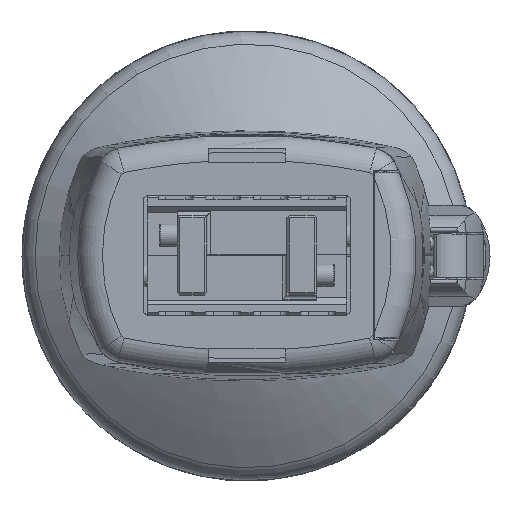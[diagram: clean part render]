
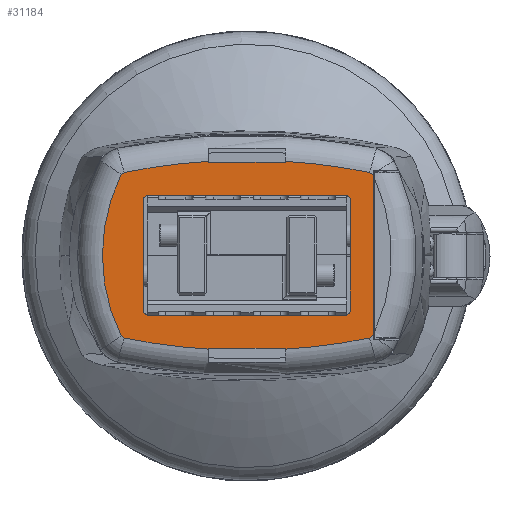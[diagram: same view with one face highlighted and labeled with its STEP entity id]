
A CAD part, top view. The second image highlights one B-rep face of the part: STEP entity #31184.
In plain terms, the highlighted planar face has unit normal (0, 0, 1).
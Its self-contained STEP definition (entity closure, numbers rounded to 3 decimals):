
#1200=PLANE('',#32885);
#2691=LINE('',#44277,#4654);
#2692=LINE('',#44281,#4655);
#2693=LINE('',#44285,#4656);
#2694=LINE('',#44289,#4657);
#2695=LINE('',#44290,#4658);
#2696=LINE('',#44293,#4659);
#2697=LINE('',#44295,#4660);
#2698=LINE('',#44297,#4661);
#2699=LINE('',#44309,#4662);
#2700=LINE('',#44311,#4663);
#2701=LINE('',#44313,#4664);
#4654=VECTOR('',#37468,1000.);
#4655=VECTOR('',#37471,1000.);
#4656=VECTOR('',#37474,1000.);
#4657=VECTOR('',#37477,1000.);
#4658=VECTOR('',#37478,1000.);
#4659=VECTOR('',#37481,1000.);
#4660=VECTOR('',#37482,1000.);
#4661=VECTOR('',#37483,1000.);
#4662=VECTOR('',#37494,1000.);
#4663=VECTOR('',#37495,1000.);
#4664=VECTOR('',#37496,1000.);
#8508=ORIENTED_EDGE('',*,*,#13591,.F.);
#8509=ORIENTED_EDGE('',*,*,#13592,.F.);
#8510=ORIENTED_EDGE('',*,*,#13593,.F.);
#8511=ORIENTED_EDGE('',*,*,#13594,.F.);
#8512=ORIENTED_EDGE('',*,*,#13595,.F.);
#8513=ORIENTED_EDGE('',*,*,#13596,.F.);
#8514=ORIENTED_EDGE('',*,*,#13597,.F.);
#8515=ORIENTED_EDGE('',*,*,#13598,.F.);
#8516=ORIENTED_EDGE('',*,*,#13599,.F.);
#8517=ORIENTED_EDGE('',*,*,#13571,.T.);
#8518=ORIENTED_EDGE('',*,*,#13590,.F.);
#8519=ORIENTED_EDGE('',*,*,#13600,.F.);
#8520=ORIENTED_EDGE('',*,*,#13601,.F.);
#8521=ORIENTED_EDGE('',*,*,#13602,.F.);
#8522=ORIENTED_EDGE('',*,*,#13603,.F.);
#8523=ORIENTED_EDGE('',*,*,#13604,.F.);
#8524=ORIENTED_EDGE('',*,*,#13605,.F.);
#8525=ORIENTED_EDGE('',*,*,#13606,.F.);
#8526=ORIENTED_EDGE('',*,*,#13607,.F.);
#8527=ORIENTED_EDGE('',*,*,#13608,.T.);
#8528=ORIENTED_EDGE('',*,*,#13609,.F.);
#8529=ORIENTED_EDGE('',*,*,#13610,.F.);
#8530=ORIENTED_EDGE('',*,*,#13611,.F.);
#8531=ORIENTED_EDGE('',*,*,#13612,.T.);
#8532=ORIENTED_EDGE('',*,*,#13579,.F.);
#8533=ORIENTED_EDGE('',*,*,#13576,.T.);
#13571=EDGE_CURVE('',#16422,#16423,#17942,.T.);
#13576=EDGE_CURVE('',#16425,#16427,#17943,.T.);
#13579=EDGE_CURVE('',#16425,#16430,#17944,.T.);
#13590=EDGE_CURVE('',#16439,#16423,#17947,.T.);
#13591=EDGE_CURVE('',#16440,#16441,#17948,.T.);
#13592=EDGE_CURVE('',#16442,#16440,#2691,.T.);
#13593=EDGE_CURVE('',#16443,#16442,#17949,.T.);
#13594=EDGE_CURVE('',#16444,#16443,#2692,.T.);
#13595=EDGE_CURVE('',#16445,#16444,#17950,.T.);
#13596=EDGE_CURVE('',#16446,#16445,#2693,.T.);
#13597=EDGE_CURVE('',#16447,#16446,#17951,.T.);
#13598=EDGE_CURVE('',#16441,#16447,#2694,.T.);
#13599=EDGE_CURVE('',#16422,#16427,#2695,.T.);
#13600=EDGE_CURVE('',#16448,#16439,#17952,.T.);
#13601=EDGE_CURVE('',#16449,#16448,#2696,.T.);
#13602=EDGE_CURVE('',#16450,#16449,#2697,.T.);
#13603=EDGE_CURVE('',#16451,#16450,#2698,.T.);
#13604=EDGE_CURVE('',#16452,#16451,#17953,.T.);
#13605=EDGE_CURVE('',#16453,#16452,#17954,.T.);
#13606=EDGE_CURVE('',#16454,#16453,#17955,.T.);
#13607=EDGE_CURVE('',#16455,#16454,#17956,.T.);
#13608=EDGE_CURVE('',#16455,#16456,#17957,.T.);
#13609=EDGE_CURVE('',#16457,#16456,#2699,.T.);
#13610=EDGE_CURVE('',#16458,#16457,#2700,.T.);
#13611=EDGE_CURVE('',#16459,#16458,#2701,.T.);
#13612=EDGE_CURVE('',#16459,#16430,#17958,.T.);
#16422=VERTEX_POINT('',#44187);
#16423=VERTEX_POINT('',#44188);
#16425=VERTEX_POINT('',#44203);
#16427=VERTEX_POINT('',#44209);
#16430=VERTEX_POINT('',#44223);
#16439=VERTEX_POINT('',#44271);
#16440=VERTEX_POINT('',#44275);
#16441=VERTEX_POINT('',#44276);
#16442=VERTEX_POINT('',#44278);
#16443=VERTEX_POINT('',#44280);
#16444=VERTEX_POINT('',#44282);
#16445=VERTEX_POINT('',#44284);
#16446=VERTEX_POINT('',#44286);
#16447=VERTEX_POINT('',#44288);
#16448=VERTEX_POINT('',#44292);
#16449=VERTEX_POINT('',#44294);
#16450=VERTEX_POINT('',#44296);
#16451=VERTEX_POINT('',#44298);
#16452=VERTEX_POINT('',#44300);
#16453=VERTEX_POINT('',#44302);
#16454=VERTEX_POINT('',#44304);
#16455=VERTEX_POINT('',#44306);
#16456=VERTEX_POINT('',#44308);
#16457=VERTEX_POINT('',#44310);
#16458=VERTEX_POINT('',#44312);
#16459=VERTEX_POINT('',#44314);
#17942=CIRCLE('',#32876,36.647);
#17943=CIRCLE('',#32878,36.647);
#17944=CIRCLE('',#32880,2.029);
#17947=CIRCLE('',#32884,2.029);
#17948=CIRCLE('',#32886,1.);
#17949=CIRCLE('',#32887,1.);
#17950=CIRCLE('',#32888,1.);
#17951=CIRCLE('',#32889,1.);
#17952=CIRCLE('',#32890,123.342);
#17953=CIRCLE('',#32891,123.342);
#17954=CIRCLE('',#32892,2.029);
#17955=CIRCLE('',#32893,36.647);
#17956=CIRCLE('',#32894,2.029);
#17957=CIRCLE('',#32895,123.342);
#17958=CIRCLE('',#32896,123.342);
#19389=EDGE_LOOP('',(#8508,#8509,#8510,#8511,#8512,#8513,#8514,#8515));
#19390=EDGE_LOOP('',(#8516,#8517,#8518,#8519,#8520,#8521,#8522,#8523,#8524,
#8525,#8526,#8527,#8528,#8529,#8530,#8531,#8532,#8533));
#20997=FACE_BOUND('',#19389,.T.);
#20998=FACE_BOUND('',#19390,.T.);
#31184=ADVANCED_FACE('',(#20997,#20998),#1200,.F.);
#32876=AXIS2_PLACEMENT_3D('',#44186,#37446,#37447);
#32878=AXIS2_PLACEMENT_3D('',#44210,#37450,#37451);
#32880=AXIS2_PLACEMENT_3D('',#44222,#37454,#37455);
#32884=AXIS2_PLACEMENT_3D('',#44272,#37462,#37463);
#32885=AXIS2_PLACEMENT_3D('',#44273,#37464,#37465);
#32886=AXIS2_PLACEMENT_3D('',#44274,#37466,#37467);
#32887=AXIS2_PLACEMENT_3D('',#44279,#37469,#37470);
#32888=AXIS2_PLACEMENT_3D('',#44283,#37472,#37473);
#32889=AXIS2_PLACEMENT_3D('',#44287,#37475,#37476);
#32890=AXIS2_PLACEMENT_3D('',#44291,#37479,#37480);
#32891=AXIS2_PLACEMENT_3D('',#44299,#37484,#37485);
#32892=AXIS2_PLACEMENT_3D('',#44301,#37486,#37487);
#32893=AXIS2_PLACEMENT_3D('',#44303,#37488,#37489);
#32894=AXIS2_PLACEMENT_3D('',#44305,#37490,#37491);
#32895=AXIS2_PLACEMENT_3D('',#44307,#37492,#37493);
#32896=AXIS2_PLACEMENT_3D('',#44315,#37497,#37498);
#37446=DIRECTION('',(0.,0.,1.));
#37447=DIRECTION('',(1.,0.,0.));
#37450=DIRECTION('',(0.,0.,1.));
#37451=DIRECTION('',(1.,0.,0.));
#37454=DIRECTION('',(0.,0.,-1.));
#37455=DIRECTION('',(-1.,0.,0.));
#37462=DIRECTION('',(0.,0.,-1.));
#37463=DIRECTION('',(-1.,0.,0.));
#37464=DIRECTION('',(0.,0.,-1.));
#37465=DIRECTION('',(-1.,0.,0.));
#37466=DIRECTION('',(0.,0.,1.));
#37467=DIRECTION('',(1.,0.,0.));
#37468=DIRECTION('',(0.,-1.,0.));
#37469=DIRECTION('',(0.,0.,1.));
#37470=DIRECTION('',(1.,0.,0.));
#37471=DIRECTION('',(-1.,0.,0.));
#37472=DIRECTION('',(0.,0.,1.));
#37473=DIRECTION('',(1.,0.,0.));
#37474=DIRECTION('',(0.,1.,0.));
#37475=DIRECTION('',(0.,0.,1.));
#37476=DIRECTION('',(1.,0.,0.));
#37477=DIRECTION('',(1.,0.,0.));
#37478=DIRECTION('',(0.,-1.,0.));
#37479=DIRECTION('',(0.,0.,-1.));
#37480=DIRECTION('',(0.,1.,0.));
#37481=DIRECTION('',(0.,1.,0.));
#37482=DIRECTION('',(1.,0.,0.));
#37483=DIRECTION('',(0.,-1.,0.));
#37484=DIRECTION('',(0.,0.,-1.));
#37485=DIRECTION('',(0.,1.,0.));
#37486=DIRECTION('',(0.,0.,-1.));
#37487=DIRECTION('',(-1.,0.,0.));
#37488=DIRECTION('',(0.,0.,-1.));
#37489=DIRECTION('',(-1.,0.,0.));
#37490=DIRECTION('',(0.,0.,-1.));
#37491=DIRECTION('',(-1.,0.,0.));
#37492=DIRECTION('',(0.,0.,1.));
#37493=DIRECTION('',(0.,-1.,0.));
#37494=DIRECTION('',(0.,-1.,0.));
#37495=DIRECTION('',(-1.,0.,0.));
#37496=DIRECTION('',(0.,1.,0.));
#37497=DIRECTION('',(0.,0.,1.));
#37498=DIRECTION('',(0.,-1.,0.));
#44186=CARTESIAN_POINT('',(-7.7,0.,0.));
#44187=CARTESIAN_POINT('',(25.45,15.624,0.));
#44188=CARTESIAN_POINT('',(25.184,16.176,0.));
#44203=CARTESIAN_POINT('',(25.184,-16.176,0.));
#44209=CARTESIAN_POINT('',(25.45,-15.624,0.));
#44210=CARTESIAN_POINT('',(-7.7,0.,0.));
#44222=CARTESIAN_POINT('',(23.77,-14.72,0.));
#44223=CARTESIAN_POINT('',(24.57,-16.585,0.));
#44271=CARTESIAN_POINT('',(24.57,16.585,0.));
#44272=CARTESIAN_POINT('',(23.77,14.72,0.));
#44273=CARTESIAN_POINT('',(40.,27.,0.));
#44274=CARTESIAN_POINT('',(-19.75,-11.,0.));
#44275=CARTESIAN_POINT('',(-20.75,-11.,0.));
#44276=CARTESIAN_POINT('',(-19.75,-12.,0.));
#44277=CARTESIAN_POINT('',(-20.75,11.,0.));
#44278=CARTESIAN_POINT('',(-20.75,11.,0.));
#44279=CARTESIAN_POINT('',(-19.75,11.,0.));
#44280=CARTESIAN_POINT('',(-19.75,12.,0.));
#44281=CARTESIAN_POINT('',(19.75,12.,0.));
#44282=CARTESIAN_POINT('',(19.75,12.,0.));
#44283=CARTESIAN_POINT('',(19.75,11.,0.));
#44284=CARTESIAN_POINT('',(20.75,11.,0.));
#44285=CARTESIAN_POINT('',(20.75,-11.,0.));
#44286=CARTESIAN_POINT('',(20.75,-11.,0.));
#44287=CARTESIAN_POINT('',(19.75,-11.,0.));
#44288=CARTESIAN_POINT('',(19.75,-12.,0.));
#44289=CARTESIAN_POINT('',(-19.75,-12.,0.));
#44290=CARTESIAN_POINT('',(25.45,27.,0.));
#44291=CARTESIAN_POINT('',(0.,-104.285,0.));
#44292=CARTESIAN_POINT('',(7.7,18.817,0.));
#44293=CARTESIAN_POINT('',(7.7,18.6,0.));
#44294=CARTESIAN_POINT('',(7.7,18.6,0.));
#44295=CARTESIAN_POINT('',(-7.7,18.6,0.));
#44296=CARTESIAN_POINT('',(-7.7,18.6,0.));
#44297=CARTESIAN_POINT('',(-7.7,21.4,0.));
#44298=CARTESIAN_POINT('',(-7.7,18.817,0.));
#44299=CARTESIAN_POINT('',(0.,-104.285,0.));
#44300=CARTESIAN_POINT('',(-24.57,16.585,0.));
#44301=CARTESIAN_POINT('',(-23.77,14.72,0.));
#44302=CARTESIAN_POINT('',(-25.184,16.176,0.));
#44303=CARTESIAN_POINT('',(7.7,0.,0.));
#44304=CARTESIAN_POINT('',(-25.184,-16.176,0.));
#44305=CARTESIAN_POINT('',(-23.77,-14.72,0.));
#44306=CARTESIAN_POINT('',(-24.57,-16.585,0.));
#44307=CARTESIAN_POINT('',(0.,104.285,0.));
#44308=CARTESIAN_POINT('',(-7.7,-18.817,0.));
#44309=CARTESIAN_POINT('',(-7.7,-18.6,0.));
#44310=CARTESIAN_POINT('',(-7.7,-18.6,0.));
#44311=CARTESIAN_POINT('',(7.7,-18.6,0.));
#44312=CARTESIAN_POINT('',(7.7,-18.6,0.));
#44313=CARTESIAN_POINT('',(7.7,-21.4,0.));
#44314=CARTESIAN_POINT('',(7.7,-18.817,0.));
#44315=CARTESIAN_POINT('',(0.,104.285,0.));
